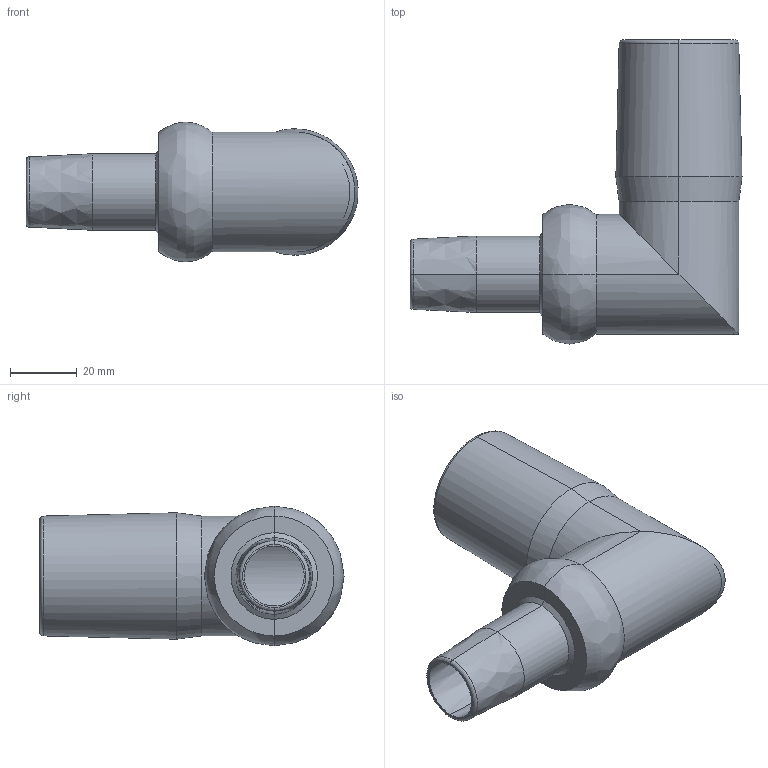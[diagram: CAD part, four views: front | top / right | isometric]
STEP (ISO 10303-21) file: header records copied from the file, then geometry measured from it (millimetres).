
FILE_DESCRIPTION(/* description */ (''),/* implementation_level */ '2;1');
FILE_NAME(/* name */ 'CARVER~2',/* time_stamp */ '2022-12-23T14:48:14+08:00',/* author */ (''),/* organization */ (''),/* preprocessor_version */ 'ST-DEVELOPER v16.5',/* originating_system */ '',/* authorisation */ '');
FILE_SCHEMA (('CONFIG_CONTROL_DESIGN'));
Length unit declared in the file: millimetre
Products named in the file (1): Document
Bounding box: 99.81 x 91.43 x 41.99 mm (x, y, z)
Surface area: 31732.4 mm2 (no closed solid volume)
Topology: 0 solids, 1 shells, 55 faces, 118 edges, 60 vertices
Faces by surface type: bspline 41, cylinder 14
Entity records: 5074 total; most frequent: CARTESIAN_POINT 4334, ORIENTED_EDGE 230, EDGE_CURVE 116, VERTEX_POINT 60, ADVANCED_FACE 55, FACE_OUTER_BOUND 55, EDGE_LOOP 55, B_SPLINE_CURVE_WITH_KNOTS 35
